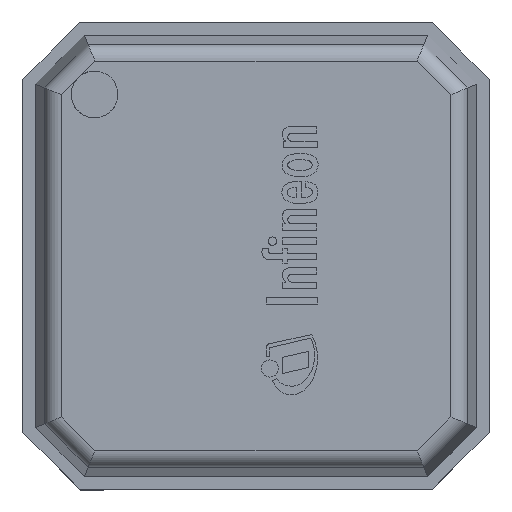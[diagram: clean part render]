
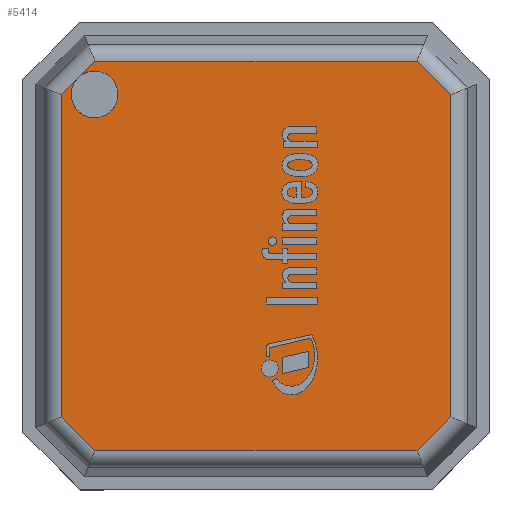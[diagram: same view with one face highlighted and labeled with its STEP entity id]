
A CAD part, top view. The second image highlights one B-rep face of the part: STEP entity #5414.
In plain terms, the highlighted planar face has unit normal (0, 0, 1).
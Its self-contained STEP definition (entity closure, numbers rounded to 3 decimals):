
#89=CIRCLE('',#5811,0.25);
#338=FACE_OUTER_BOUND('',#694,.T.);
#694=EDGE_LOOP('',(#3663,#3664,#3665,#3666,#3667,#3668,#3669,#3670,#3671,
#3672));
#1085=LINE('',#7834,#1720);
#1086=LINE('',#7836,#1721);
#1087=LINE('',#7838,#1722);
#1088=LINE('',#7840,#1723);
#1089=LINE('',#7842,#1724);
#1090=LINE('',#7844,#1725);
#1091=LINE('',#7846,#1726);
#1092=LINE('',#7848,#1727);
#1093=LINE('',#7849,#1728);
#1720=VECTOR('',#6325,1000.);
#1721=VECTOR('',#6326,1000.);
#1722=VECTOR('',#6327,1000.);
#1723=VECTOR('',#6328,1000.);
#1724=VECTOR('',#6329,1000.);
#1725=VECTOR('',#6330,1000.);
#1726=VECTOR('',#6331,1000.);
#1727=VECTOR('',#6332,1000.);
#1728=VECTOR('',#6333,1000.);
#2324=VERTEX_POINT('',#7780);
#2325=VERTEX_POINT('',#7781);
#2342=VERTEX_POINT('',#7833);
#2343=VERTEX_POINT('',#7835);
#2344=VERTEX_POINT('',#7837);
#2345=VERTEX_POINT('',#7839);
#2346=VERTEX_POINT('',#7841);
#2347=VERTEX_POINT('',#7843);
#2348=VERTEX_POINT('',#7845);
#2349=VERTEX_POINT('',#7847);
#2841=EDGE_CURVE('',#2324,#2325,#89,.T.);
#2867=EDGE_CURVE('',#2324,#2342,#1085,.T.);
#2868=EDGE_CURVE('',#2342,#2343,#1086,.T.);
#2869=EDGE_CURVE('',#2343,#2344,#1087,.T.);
#2870=EDGE_CURVE('',#2344,#2345,#1088,.T.);
#2871=EDGE_CURVE('',#2345,#2346,#1089,.T.);
#2872=EDGE_CURVE('',#2346,#2347,#1090,.T.);
#2873=EDGE_CURVE('',#2347,#2348,#1091,.T.);
#2874=EDGE_CURVE('',#2348,#2349,#1092,.T.);
#2875=EDGE_CURVE('',#2349,#2325,#1093,.T.);
#3663=ORIENTED_EDGE('',*,*,#2841,.F.);
#3664=ORIENTED_EDGE('',*,*,#2867,.T.);
#3665=ORIENTED_EDGE('',*,*,#2868,.T.);
#3666=ORIENTED_EDGE('',*,*,#2869,.T.);
#3667=ORIENTED_EDGE('',*,*,#2870,.T.);
#3668=ORIENTED_EDGE('',*,*,#2871,.T.);
#3669=ORIENTED_EDGE('',*,*,#2872,.T.);
#3670=ORIENTED_EDGE('',*,*,#2873,.T.);
#3671=ORIENTED_EDGE('',*,*,#2874,.T.);
#3672=ORIENTED_EDGE('',*,*,#2875,.T.);
#5126=PLANE('',#5821);
#5414=ADVANCED_FACE('',(#338),#5126,.T.);
#5811=AXIS2_PLACEMENT_3D('',#7782,#6279,#6280);
#5821=AXIS2_PLACEMENT_3D('',#7832,#6323,#6324);
#6279=DIRECTION('center_axis',(0.,0.,1.));
#6280=DIRECTION('ref_axis',(0.,1.,0.));
#6323=DIRECTION('center_axis',(0.,0.,1.));
#6324=DIRECTION('ref_axis',(0.,1.,0.));
#6325=DIRECTION('',(-0.707,-0.707,0.));
#6326=DIRECTION('',(0.,-1.,0.));
#6327=DIRECTION('',(0.707,-0.707,0.));
#6328=DIRECTION('',(1.,0.,0.));
#6329=DIRECTION('',(0.707,0.707,0.));
#6330=DIRECTION('',(0.,1.,0.));
#6331=DIRECTION('',(-0.707,0.707,0.));
#6332=DIRECTION('',(-1.,0.,0.));
#6333=DIRECTION('',(-0.707,-0.707,0.));
#7780=CARTESIAN_POINT('',(-1.914,1.888,0.9));
#7781=CARTESIAN_POINT('',(-1.888,1.914,0.9));
#7782=CARTESIAN_POINT('Origin',(-1.725,1.725,0.9));
#7832=CARTESIAN_POINT('Origin',(0.,0.,0.9));
#7833=CARTESIAN_POINT('',(-2.082,1.721,0.9));
#7834=CARTESIAN_POINT('',(-2.124,1.678,0.9));
#7835=CARTESIAN_POINT('',(-2.082,-1.721,0.9));
#7836=CARTESIAN_POINT('',(-2.082,-1.781,0.9));
#7837=CARTESIAN_POINT('',(-1.721,-2.082,0.9));
#7838=CARTESIAN_POINT('',(-1.678,-2.124,0.9));
#7839=CARTESIAN_POINT('',(1.721,-2.082,0.9));
#7840=CARTESIAN_POINT('',(1.781,-2.082,0.9));
#7841=CARTESIAN_POINT('',(2.082,-1.721,0.9));
#7842=CARTESIAN_POINT('',(2.124,-1.678,0.9));
#7843=CARTESIAN_POINT('',(2.082,1.721,0.9));
#7844=CARTESIAN_POINT('',(2.082,1.781,0.9));
#7845=CARTESIAN_POINT('',(1.721,2.082,0.9));
#7846=CARTESIAN_POINT('',(1.678,2.124,0.9));
#7847=CARTESIAN_POINT('',(-1.721,2.082,0.9));
#7848=CARTESIAN_POINT('',(-1.781,2.082,0.9));
#7849=CARTESIAN_POINT('',(-2.124,1.678,0.9));
